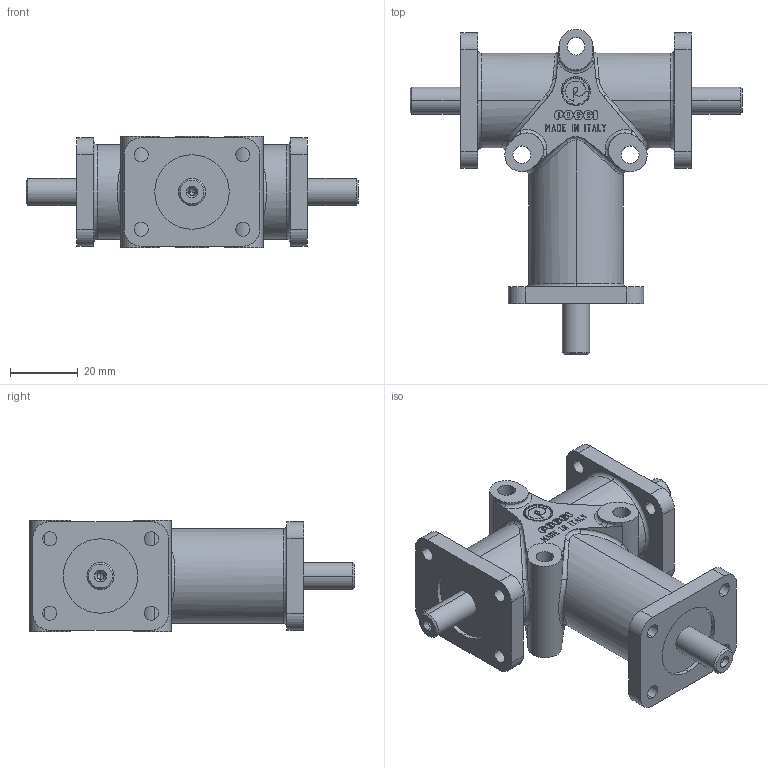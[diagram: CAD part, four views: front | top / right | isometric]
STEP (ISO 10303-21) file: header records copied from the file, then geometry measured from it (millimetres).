
FILE_DESCRIPTION(('STEP AP214'),'1');
FILE_NAME('185002111.stp','2017-01-12T13:03:00',('TraceParts'),('TraceParts S.A.'),'Spatial InterOp 3D',' ',' ');
FILE_SCHEMA(('automotive_design'));
Length unit declared in the file: millimetre
Products named in the file (1): 1
Bounding box: 98 x 96 x 33 mm (x, y, z)
Volume: 89189.8 mm3; surface area: 21425.7 mm2
Topology: 1 solids, 1 shells, 831 faces, 2271 edges, 1486 vertices
Faces by surface type: plane 382, extrusion 240, cylinder 119, bspline 56, cone 18, torus 16
Entity records: 49280 total; most frequent: CARTESIAN_POINT 22903, ORIENTED_EDGE 4506, DIRECTION 3214, EDGE_CURVE 2253, VERTEX_POINT 1486, VECTOR 1396, LINE 1156, B_SPLINE_CURVE_WITH_KNOTS 964
